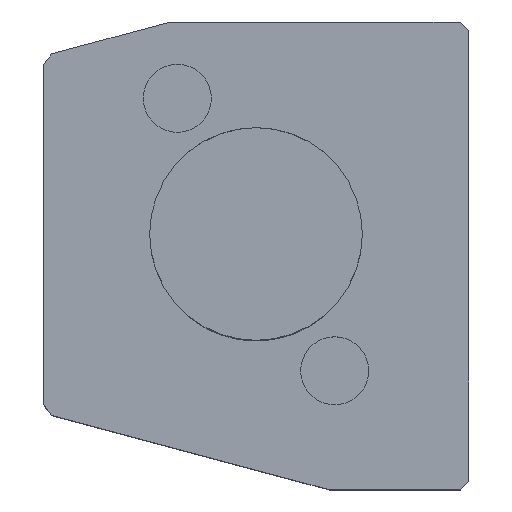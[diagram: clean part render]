
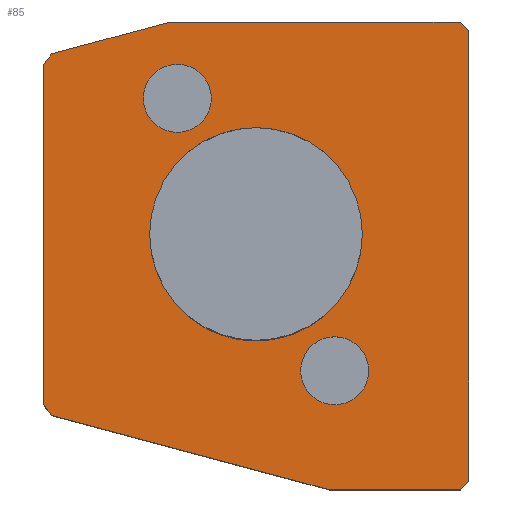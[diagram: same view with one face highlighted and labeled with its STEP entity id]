
A CAD part, top view. The second image highlights one B-rep face of the part: STEP entity #85.
In plain terms, the highlighted planar face has unit normal (0, 0, 1).
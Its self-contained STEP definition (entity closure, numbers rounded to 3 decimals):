
#43=FACE_BOUND('',#216,.T.);
#44=FACE_BOUND('',#217,.T.);
#45=FACE_BOUND('',#218,.T.);
#46=FACE_BOUND('',#219,.T.);
#61=CIRCLE('',#903,8.);
#63=CIRCLE('',#907,8.);
#65=CIRCLE('',#911,25.);
#85=ADVANCED_FACE('',(#43,#44,#45,#46),#125,.F.);
#125=PLANE('',#914);
#216=EDGE_LOOP('',(#334));
#217=EDGE_LOOP('',(#335));
#218=EDGE_LOOP('',(#336));
#219=EDGE_LOOP('',(#337,#338,#339,#340,#341,#342,#343,#344,#345,#346));
#334=ORIENTED_EDGE('',*,*,#599,.F.);
#335=ORIENTED_EDGE('',*,*,#601,.F.);
#336=ORIENTED_EDGE('',*,*,#603,.T.);
#337=ORIENTED_EDGE('',*,*,#611,.F.);
#338=ORIENTED_EDGE('',*,*,#612,.F.);
#339=ORIENTED_EDGE('',*,*,#613,.F.);
#340=ORIENTED_EDGE('',*,*,#614,.F.);
#341=ORIENTED_EDGE('',*,*,#615,.F.);
#342=ORIENTED_EDGE('',*,*,#616,.F.);
#343=ORIENTED_EDGE('',*,*,#617,.F.);
#344=ORIENTED_EDGE('',*,*,#618,.F.);
#345=ORIENTED_EDGE('',*,*,#619,.F.);
#346=ORIENTED_EDGE('',*,*,#620,.F.);
#513=VERTEX_POINT('',#1286);
#515=VERTEX_POINT('',#1292);
#517=VERTEX_POINT('',#1298);
#525=VERTEX_POINT('',#1316);
#526=VERTEX_POINT('',#1317);
#527=VERTEX_POINT('',#1319);
#528=VERTEX_POINT('',#1321);
#529=VERTEX_POINT('',#1323);
#530=VERTEX_POINT('',#1325);
#531=VERTEX_POINT('',#1327);
#532=VERTEX_POINT('',#1329);
#533=VERTEX_POINT('',#1331);
#534=VERTEX_POINT('',#1333);
#599=EDGE_CURVE('',#513,#513,#61,.T.);
#601=EDGE_CURVE('',#515,#515,#63,.T.);
#603=EDGE_CURVE('',#517,#517,#65,.T.);
#611=EDGE_CURVE('',#525,#526,#708,.T.);
#612=EDGE_CURVE('',#527,#525,#709,.T.);
#613=EDGE_CURVE('',#528,#527,#710,.T.);
#614=EDGE_CURVE('',#529,#528,#711,.T.);
#615=EDGE_CURVE('',#530,#529,#712,.T.);
#616=EDGE_CURVE('',#531,#530,#713,.T.);
#617=EDGE_CURVE('',#532,#531,#714,.T.);
#618=EDGE_CURVE('',#533,#532,#715,.T.);
#619=EDGE_CURVE('',#534,#533,#716,.T.);
#620=EDGE_CURVE('',#526,#534,#717,.T.);
#708=LINE('',#1315,#805);
#709=LINE('',#1318,#806);
#710=LINE('',#1320,#807);
#711=LINE('',#1322,#808);
#712=LINE('',#1324,#809);
#713=LINE('',#1326,#810);
#714=LINE('',#1328,#811);
#715=LINE('',#1330,#812);
#716=LINE('',#1332,#813);
#717=LINE('',#1334,#814);
#805=VECTOR('',#1068,1.);
#806=VECTOR('',#1069,1.);
#807=VECTOR('',#1070,1.);
#808=VECTOR('',#1071,1.);
#809=VECTOR('',#1072,1.);
#810=VECTOR('',#1073,1.);
#811=VECTOR('',#1074,1.);
#812=VECTOR('',#1075,1.);
#813=VECTOR('',#1076,1.);
#814=VECTOR('',#1077,1.);
#903=AXIS2_PLACEMENT_3D('',#1285,#1039,#1040);
#907=AXIS2_PLACEMENT_3D('',#1291,#1047,#1048);
#911=AXIS2_PLACEMENT_3D('',#1297,#1055,#1056);
#914=AXIS2_PLACEMENT_3D('',#1335,#1078,#1079);
#1039=DIRECTION('',(0.,0.,1.));
#1040=DIRECTION('',(1.,0.,0.));
#1047=DIRECTION('',(0.,0.,1.));
#1048=DIRECTION('',(1.,0.,0.));
#1055=DIRECTION('',(0.,0.,-1.));
#1056=DIRECTION('',(0.,-1.,0.));
#1068=DIRECTION('',(0.707,-0.707,0.));
#1069=DIRECTION('',(1.,0.,0.));
#1070=DIRECTION('',(0.966,0.259,0.));
#1071=DIRECTION('',(0.609,0.793,0.));
#1072=DIRECTION('',(0.,1.,0.));
#1073=DIRECTION('',(-0.609,0.793,0.));
#1074=DIRECTION('',(-0.966,0.259,0.));
#1075=DIRECTION('',(-1.,0.,0.));
#1076=DIRECTION('',(-0.707,-0.707,0.));
#1077=DIRECTION('',(0.,-1.,0.));
#1078=DIRECTION('',(0.,0.,-1.));
#1079=DIRECTION('',(1.,0.,0.));
#1285=CARTESIAN_POINT('',(18.5,-32.043,0.));
#1286=CARTESIAN_POINT('',(26.5,-32.043,0.));
#1291=CARTESIAN_POINT('',(-18.5,32.043,0.));
#1292=CARTESIAN_POINT('',(-10.5,32.043,0.));
#1297=CARTESIAN_POINT('',(0.,0.,0.));
#1298=CARTESIAN_POINT('',(0.,-25.,0.));
#1315=CARTESIAN_POINT('',(48.,50.,0.));
#1316=CARTESIAN_POINT('',(48.,50.,0.));
#1317=CARTESIAN_POINT('',(50.,48.,0.));
#1318=CARTESIAN_POINT('',(-20.144,50.,0.));
#1319=CARTESIAN_POINT('',(-20.144,50.,0.));
#1320=CARTESIAN_POINT('',(-20.144,50.,0.));
#1321=CARTESIAN_POINT('',(-48.068,42.518,0.));
#1322=CARTESIAN_POINT('',(-48.068,42.518,0.));
#1323=CARTESIAN_POINT('',(-50.,40.,0.));
#1324=CARTESIAN_POINT('',(-50.,-40.,0.));
#1325=CARTESIAN_POINT('',(-50.,-40.,0.));
#1326=CARTESIAN_POINT('',(-50.,-40.,0.));
#1327=CARTESIAN_POINT('',(-48.068,-42.518,0.));
#1328=CARTESIAN_POINT('',(-48.068,-42.518,0.));
#1329=CARTESIAN_POINT('',(17.177,-60.,0.));
#1330=CARTESIAN_POINT('',(17.177,-60.,0.));
#1331=CARTESIAN_POINT('',(48.,-60.,0.));
#1332=CARTESIAN_POINT('',(48.,-60.,0.));
#1333=CARTESIAN_POINT('',(50.,-58.,0.));
#1334=CARTESIAN_POINT('',(50.,48.,0.));
#1335=CARTESIAN_POINT('',(103.,-5.,0.));
